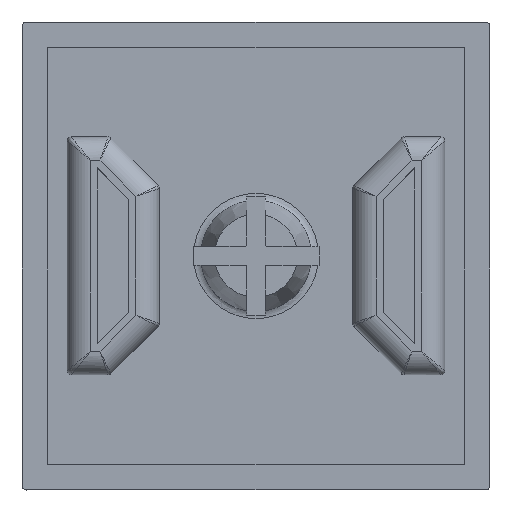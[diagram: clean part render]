
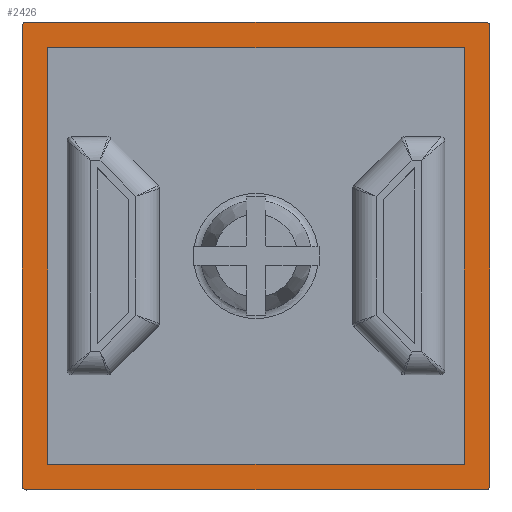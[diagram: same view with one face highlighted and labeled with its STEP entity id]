
A CAD part, top view. The second image highlights one B-rep face of the part: STEP entity #2426.
In plain terms, the highlighted planar face has unit normal (0, 0, 1).
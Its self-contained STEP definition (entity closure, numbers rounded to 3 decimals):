
#91 = VECTOR ( 'NONE', #10307, 1000. ) ;
#393 = AXIS2_PLACEMENT_3D ( 'NONE', #6445, #1362, #7298 ) ;
#441 = CARTESIAN_POINT ( 'NONE',  ( 8.9, -8.9, 3. ) ) ;
#669 = PLANE ( 'NONE',  #6148 ) ;
#813 = EDGE_CURVE ( 'NONE', #3584, #8198, #7837, .T. ) ;
#836 = ORIENTED_EDGE ( 'NONE', *, *, #2369, .T. ) ;
#887 = VECTOR ( 'NONE', #9696, 1000. ) ;
#896 = DIRECTION ( 'NONE',  ( 0., 0., 1. ) ) ;
#996 = AXIS2_PLACEMENT_3D ( 'NONE', #3570, #9455, #4408 ) ;
#1362 = DIRECTION ( 'NONE',  ( 0., 0., 1. ) ) ;
#1516 = DIRECTION ( 'NONE',  ( 0., 0., 1. ) ) ;
#1677 = EDGE_LOOP ( 'NONE', ( #10060, #6057, #836, #3730, #2300, #6771, #2698, #8388 ) ) ;
#1870 = VERTEX_POINT ( 'NONE', #3016 ) ;
#1871 = CARTESIAN_POINT ( 'NONE',  ( -8.9, -8.9, 3. ) ) ;
#1990 = DIRECTION ( 'NONE',  ( 1., 0., 0. ) ) ;
#2095 = VECTOR ( 'NONE', #4788, 1000. ) ;
#2125 = CARTESIAN_POINT ( 'NONE',  ( 10., -9.8, 3. ) ) ;
#2300 = ORIENTED_EDGE ( 'NONE', *, *, #8477, .T. ) ;
#2369 = EDGE_CURVE ( 'NONE', #2802, #7862, #5108, .T. ) ;
#2426 = ADVANCED_FACE ( 'NONE', ( #7076, #2579 ), #669, .T. ) ;
#2579 = FACE_BOUND ( 'NONE', #9112, .T. ) ;
#2698 = ORIENTED_EDGE ( 'NONE', *, *, #9612, .T. ) ;
#2802 = VERTEX_POINT ( 'NONE', #9047 ) ;
#2889 = LINE ( 'NONE', #10199, #5148 ) ;
#2922 = ORIENTED_EDGE ( 'NONE', *, *, #3252, .T. ) ;
#3016 = CARTESIAN_POINT ( 'NONE',  ( -9.8, 10., 3. ) ) ;
#3245 = CARTESIAN_POINT ( 'NONE',  ( 9.8, -10., 3. ) ) ;
#3252 = EDGE_CURVE ( 'NONE', #6286, #4927, #7631, .T. ) ;
#3444 = EDGE_CURVE ( 'NONE', #7862, #8577, #7750, .T. ) ;
#3570 = CARTESIAN_POINT ( 'NONE',  ( -9.8, -9.8, 3. ) ) ;
#3584 = VERTEX_POINT ( 'NONE', #4096 ) ;
#3730 = ORIENTED_EDGE ( 'NONE', *, *, #3444, .T. ) ;
#3924 = CARTESIAN_POINT ( 'NONE',  ( -10., 9.8, 3. ) ) ;
#4018 = DIRECTION ( 'NONE',  ( 1., 0., 0. ) ) ;
#4096 = CARTESIAN_POINT ( 'NONE',  ( 10., 9.8, 3. ) ) ;
#4255 = DIRECTION ( 'NONE',  ( 0., 0., 1. ) ) ;
#4313 = DIRECTION ( 'NONE',  ( 0., -1., 0. ) ) ;
#4329 = EDGE_CURVE ( 'NONE', #4990, #10832, #10246, .T. ) ;
#4408 = DIRECTION ( 'NONE',  ( 1., 0., 0. ) ) ;
#4471 = ORIENTED_EDGE ( 'NONE', *, *, #4329, .T. ) ;
#4788 = DIRECTION ( 'NONE',  ( 0., -1., 0. ) ) ;
#4906 = LINE ( 'NONE', #1871, #91 ) ;
#4927 = VERTEX_POINT ( 'NONE', #8759 ) ;
#4990 = VERTEX_POINT ( 'NONE', #441 ) ;
#5108 = LINE ( 'NONE', #9060, #6438 ) ;
#5114 = CARTESIAN_POINT ( 'NONE',  ( 8.9, -8.9, 3. ) ) ;
#5127 = VECTOR ( 'NONE', #1990, 1000. ) ;
#5148 = VECTOR ( 'NONE', #4313, 1000. ) ;
#5181 = VERTEX_POINT ( 'NONE', #7458 ) ;
#5743 = CARTESIAN_POINT ( 'NONE',  ( -8.9, 8.9, 3. ) ) ;
#5802 = VECTOR ( 'NONE', #5970, 1000. ) ;
#5970 = DIRECTION ( 'NONE',  ( -1., 0., 0. ) ) ;
#5983 = CARTESIAN_POINT ( 'NONE',  ( 9.8, 9.8, 3. ) ) ;
#6057 = ORIENTED_EDGE ( 'NONE', *, *, #10564, .T. ) ;
#6064 = LINE ( 'NONE', #7430, #10271 ) ;
#6148 = AXIS2_PLACEMENT_3D ( 'NONE', #9915, #1516, #7446 ) ;
#6265 = CARTESIAN_POINT ( 'NONE',  ( -8.9, 8.9, 3. ) ) ;
#6286 = VERTEX_POINT ( 'NONE', #5743 ) ;
#6434 = AXIS2_PLACEMENT_3D ( 'NONE', #5983, #896, #6819 ) ;
#6438 = VECTOR ( 'NONE', #4018, 1000. ) ;
#6445 = CARTESIAN_POINT ( 'NONE',  ( 9.8, -9.8, 3. ) ) ;
#6471 = CARTESIAN_POINT ( 'NONE',  ( 10., -9.8, 3. ) ) ;
#6625 = LINE ( 'NONE', #3924, #2095 ) ;
#6679 = EDGE_CURVE ( 'NONE', #7821, #5181, #6625, .T. ) ;
#6771 = ORIENTED_EDGE ( 'NONE', *, *, #813, .T. ) ;
#6819 = DIRECTION ( 'NONE',  ( 1., 0., 0. ) ) ;
#6849 = LINE ( 'NONE', #2125, #887 ) ;
#7076 = FACE_OUTER_BOUND ( 'NONE', #1677, .T. ) ;
#7168 = AXIS2_PLACEMENT_3D ( 'NONE', #9293, #4255, #10138 ) ;
#7298 = DIRECTION ( 'NONE',  ( 1., 0., 0. ) ) ;
#7418 = CARTESIAN_POINT ( 'NONE',  ( -10., 9.8, 3. ) ) ;
#7430 = CARTESIAN_POINT ( 'NONE',  ( 9.8, 10., 3. ) ) ;
#7446 = DIRECTION ( 'NONE',  ( 1., 0., 0. ) ) ;
#7455 = EDGE_CURVE ( 'NONE', #4927, #4990, #2889, .T. ) ;
#7458 = CARTESIAN_POINT ( 'NONE',  ( -10., -9.8, 3. ) ) ;
#7549 = ORIENTED_EDGE ( 'NONE', *, *, #7455, .T. ) ;
#7550 = EDGE_CURVE ( 'NONE', #10832, #6286, #4906, .T. ) ;
#7631 = LINE ( 'NONE', #6265, #5127 ) ;
#7750 = CIRCLE ( 'NONE', #393, 0.2 ) ;
#7821 = VERTEX_POINT ( 'NONE', #7418 ) ;
#7837 = CIRCLE ( 'NONE', #6434, 0.2 ) ;
#7862 = VERTEX_POINT ( 'NONE', #3245 ) ;
#8198 = VERTEX_POINT ( 'NONE', #10611 ) ;
#8351 = CARTESIAN_POINT ( 'NONE',  ( -8.9, -8.9, 3. ) ) ;
#8388 = ORIENTED_EDGE ( 'NONE', *, *, #8625, .T. ) ;
#8465 = CIRCLE ( 'NONE', #996, 0.2 ) ;
#8477 = EDGE_CURVE ( 'NONE', #8577, #3584, #6849, .T. ) ;
#8562 = CIRCLE ( 'NONE', #7168, 0.2 ) ;
#8577 = VERTEX_POINT ( 'NONE', #6471 ) ;
#8625 = EDGE_CURVE ( 'NONE', #1870, #7821, #8562, .T. ) ;
#8759 = CARTESIAN_POINT ( 'NONE',  ( 8.9, 8.9, 3. ) ) ;
#9047 = CARTESIAN_POINT ( 'NONE',  ( -9.8, -10., 3. ) ) ;
#9060 = CARTESIAN_POINT ( 'NONE',  ( -9.8, -10., 3. ) ) ;
#9112 = EDGE_LOOP ( 'NONE', ( #7549, #4471, #10440, #2922 ) ) ;
#9123 = DIRECTION ( 'NONE',  ( -1., 0., 0. ) ) ;
#9293 = CARTESIAN_POINT ( 'NONE',  ( -9.8, 9.8, 3. ) ) ;
#9455 = DIRECTION ( 'NONE',  ( 0., 0., 1. ) ) ;
#9612 = EDGE_CURVE ( 'NONE', #8198, #1870, #6064, .T. ) ;
#9696 = DIRECTION ( 'NONE',  ( 0., 1., 0. ) ) ;
#9915 = CARTESIAN_POINT ( 'NONE',  ( -9.8, -9.8, 3. ) ) ;
#10060 = ORIENTED_EDGE ( 'NONE', *, *, #6679, .T. ) ;
#10138 = DIRECTION ( 'NONE',  ( 1., 0., 0. ) ) ;
#10199 = CARTESIAN_POINT ( 'NONE',  ( 8.9, 8.9, 3. ) ) ;
#10246 = LINE ( 'NONE', #5114, #5802 ) ;
#10271 = VECTOR ( 'NONE', #9123, 1000. ) ;
#10307 = DIRECTION ( 'NONE',  ( 0., 1., 0. ) ) ;
#10440 = ORIENTED_EDGE ( 'NONE', *, *, #7550, .T. ) ;
#10564 = EDGE_CURVE ( 'NONE', #5181, #2802, #8465, .T. ) ;
#10611 = CARTESIAN_POINT ( 'NONE',  ( 9.8, 10., 3. ) ) ;
#10832 = VERTEX_POINT ( 'NONE', #8351 ) ;
